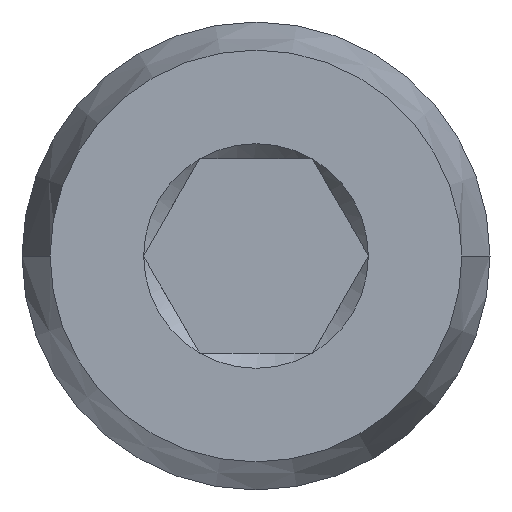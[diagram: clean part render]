
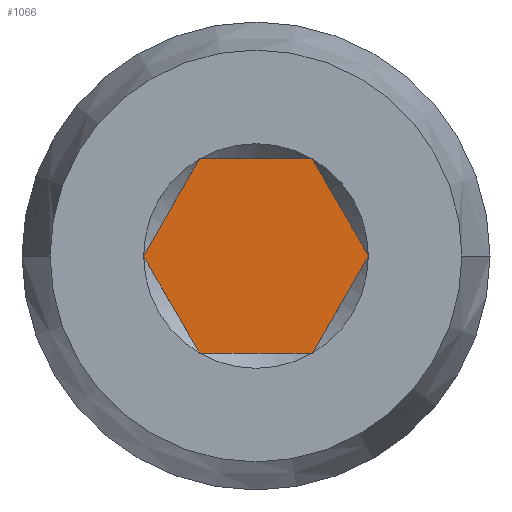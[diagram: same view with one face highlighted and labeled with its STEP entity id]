
A CAD part, front view. The second image highlights one B-rep face of the part: STEP entity #1066.
In plain terms, the highlighted planar face has unit normal (0, -1, 0).
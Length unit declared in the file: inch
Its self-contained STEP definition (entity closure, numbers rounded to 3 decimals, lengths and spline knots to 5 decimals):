
#81 = VECTOR ( 'NONE', #1087, 39.37008 ) ;
#118 = VECTOR ( 'NONE', #1335, 39.37008 ) ;
#128 = CARTESIAN_POINT ( 'NONE',  ( 0.78776, -0.19507, 1.69328 ) ) ;
#136 = LINE ( 'NONE', #1346, #118 ) ;
#183 = CARTESIAN_POINT ( 'NONE',  ( 0.81032, -0.19507, 1.73235 ) ) ;
#185 = CARTESIAN_POINT ( 'NONE',  ( 0.74266, -0.19507, 1.69328 ) ) ;
#189 = DIRECTION ( 'NONE',  ( 0.5, 0., 0.866 ) ) ;
#264 = DIRECTION ( 'NONE',  ( 0., 0., -1. ) ) ;
#267 = DIRECTION ( 'NONE',  ( 0., -1., 0. ) ) ;
#269 = CARTESIAN_POINT ( 'NONE',  ( 0.76521, -0.19507, 1.73235 ) ) ;
#304 = PLANE ( 'NONE',  #769 ) ;
#307 = CARTESIAN_POINT ( 'NONE',  ( 0.78776, -0.19507, 1.77141 ) ) ;
#318 = VECTOR ( 'NONE', #1142, 39.37008 ) ;
#355 = CARTESIAN_POINT ( 'NONE',  ( 0.78776, -0.19507, 1.77141 ) ) ;
#377 = DIRECTION ( 'NONE',  ( -1., 0., 0. ) ) ;
#419 = LINE ( 'NONE', #183, #581 ) ;
#462 = LINE ( 'NONE', #128, #1362 ) ;
#477 = FACE_OUTER_BOUND ( 'NONE', #1274, .T. ) ;
#581 = VECTOR ( 'NONE', #1357, 39.37008 ) ;
#587 = VERTEX_POINT ( 'NONE', #1056 ) ;
#597 = LINE ( 'NONE', #1163, #318 ) ;
#646 = CARTESIAN_POINT ( 'NONE',  ( 0.78776, -0.19507, 1.69328 ) ) ;
#769 = AXIS2_PLACEMENT_3D ( 'NONE', #269, #267, #264 ) ;
#787 = EDGE_CURVE ( 'NONE', #1114, #1232, #136, .T. ) ;
#796 = ORIENTED_EDGE ( 'NONE', *, *, #1266, .T. ) ;
#822 = ORIENTED_EDGE ( 'NONE', *, *, #1313, .T. ) ;
#863 = LINE ( 'NONE', #1102, #81 ) ;
#884 = ORIENTED_EDGE ( 'NONE', *, *, #1387, .T. ) ;
#917 = VECTOR ( 'NONE', #377, 39.37008 ) ;
#1056 = CARTESIAN_POINT ( 'NONE',  ( 0.81032, -0.19507, 1.73235 ) ) ;
#1064 = ORIENTED_EDGE ( 'NONE', *, *, #787, .T. ) ;
#1066 = ADVANCED_FACE ( 'NONE', ( #477 ), #304, .T. ) ;
#1071 = VERTEX_POINT ( 'NONE', #307 ) ;
#1087 = DIRECTION ( 'NONE',  ( 0.5, 0., -0.866 ) ) ;
#1102 = CARTESIAN_POINT ( 'NONE',  ( 0.7201, -0.19507, 1.73235 ) ) ;
#1114 = VERTEX_POINT ( 'NONE', #185 ) ;
#1123 = CARTESIAN_POINT ( 'NONE',  ( 0.74266, -0.19507, 1.77141 ) ) ;
#1134 = CARTESIAN_POINT ( 'NONE',  ( 0.7201, -0.19507, 1.73235 ) ) ;
#1137 = EDGE_CURVE ( 'NONE', #1232, #587, #462, .T. ) ;
#1142 = DIRECTION ( 'NONE',  ( -0.5, 0., -0.866 ) ) ;
#1163 = CARTESIAN_POINT ( 'NONE',  ( 0.74266, -0.19507, 1.77141 ) ) ;
#1171 = VERTEX_POINT ( 'NONE', #1123 ) ;
#1192 = ORIENTED_EDGE ( 'NONE', *, *, #1137, .T. ) ;
#1232 = VERTEX_POINT ( 'NONE', #646 ) ;
#1257 = ORIENTED_EDGE ( 'NONE', *, *, #1359, .T. ) ;
#1266 = EDGE_CURVE ( 'NONE', #1071, #1171, #1267, .T. ) ;
#1267 = LINE ( 'NONE', #355, #917 ) ;
#1274 = EDGE_LOOP ( 'NONE', ( #1192, #822, #796, #1257, #884, #1064 ) ) ;
#1313 = EDGE_CURVE ( 'NONE', #587, #1071, #419, .T. ) ;
#1335 = DIRECTION ( 'NONE',  ( 1., 0., 0. ) ) ;
#1346 = CARTESIAN_POINT ( 'NONE',  ( 0.74266, -0.19507, 1.69328 ) ) ;
#1357 = DIRECTION ( 'NONE',  ( -0.5, 0., 0.866 ) ) ;
#1359 = EDGE_CURVE ( 'NONE', #1171, #1374, #597, .T. ) ;
#1362 = VECTOR ( 'NONE', #189, 39.37008 ) ;
#1374 = VERTEX_POINT ( 'NONE', #1134 ) ;
#1387 = EDGE_CURVE ( 'NONE', #1374, #1114, #863, .T. ) ;
